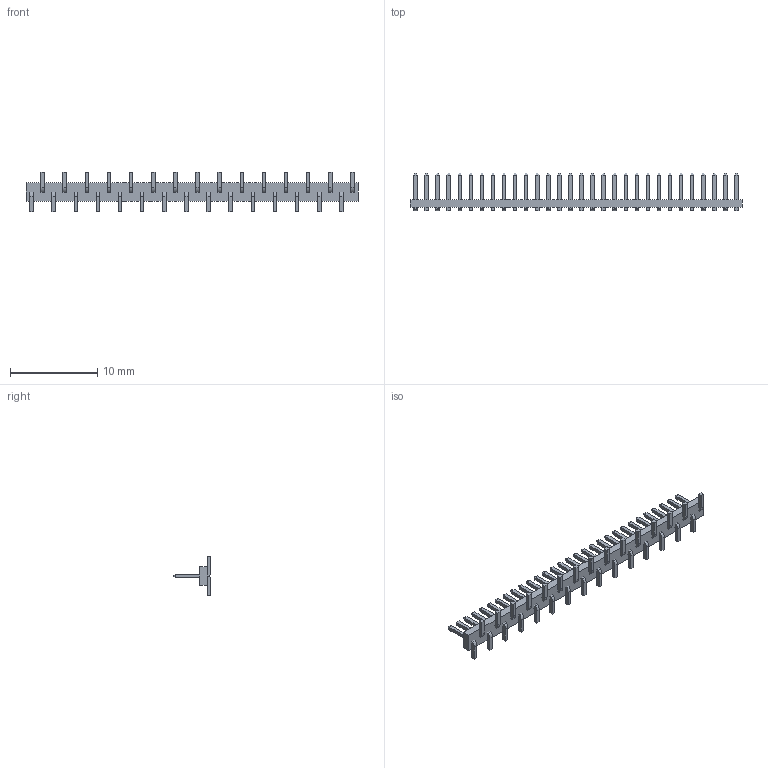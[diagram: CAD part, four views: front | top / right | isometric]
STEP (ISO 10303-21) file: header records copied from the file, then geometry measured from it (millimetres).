
FILE_DESCRIPTION( ( 'STEP AP203' ), '1' );
FILE_NAME( 'FTS-130-01-L-SV.stp', '2021-12-22T02:48:26', ( 'License CC BY-ND 4.0' ), ( 'CADENAS' ), ' ', 'PARTsolutions', ' ' );
FILE_SCHEMA( ( 'CONFIG_CONTROL_DESIGN' ) );
Length unit declared in the file: inch
Products named in the file (4): FTS-130-01-L-SV; _FTS-130-01-L-SV_body; _FTS-130-01-L-SV_pins1; _FTS-130-01-L-SV_pins2
Assembly tree (3 placements, depth 2):
  FTS-130-01-L-SV
    _FTS-130-01-L-SV_body
    _FTS-130-01-L-SV_pins1
    _FTS-130-01-L-SV_pins2
Bounding box: 38.1 x 4.32 x 4.57 mm (x, y, z)
Volume: 105.5 mm3; surface area: 601 mm2
Topology: 3 solids, 3 shells, 462 faces, 1248 edges, 792 vertices
Faces by surface type: plane 430, cylinder 32
Entity records: 14291 total; most frequent: CARTESIAN_POINT 2506, ORIENTED_EDGE 2496, DIRECTION 2302, EDGE_CURVE 1248, LINE 1126, VECTOR 1126, VERTEX_POINT 792, AXIS2_PLACEMENT_3D 588
